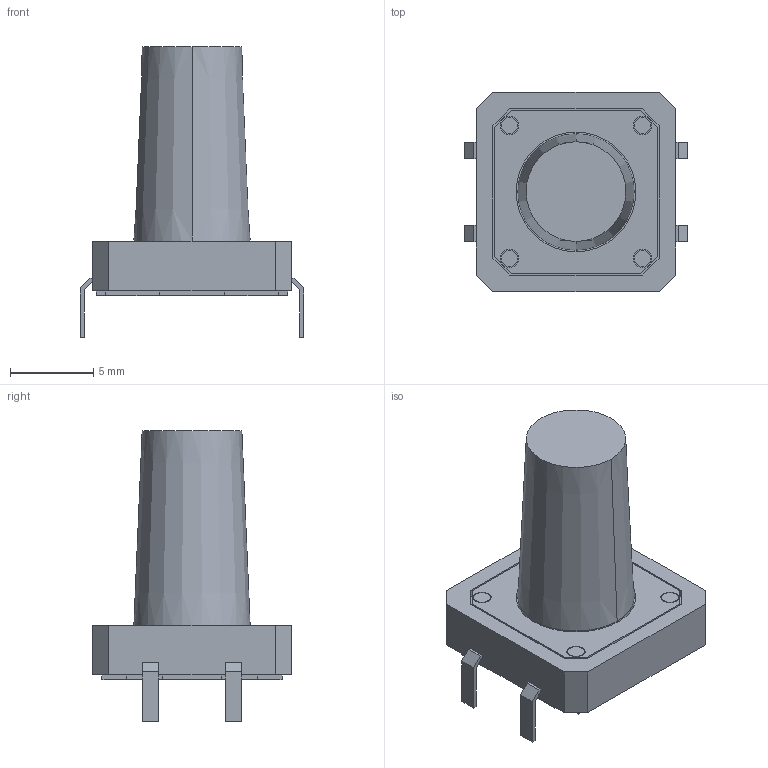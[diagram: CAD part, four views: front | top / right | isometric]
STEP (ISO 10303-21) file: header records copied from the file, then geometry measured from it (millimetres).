
FILE_DESCRIPTION(('FreeCAD Model'),'2;1');
FILE_NAME('User Library-SWT_12x12x15.step', '2016-12-27T11:21:09',('Author'),(''), 'Open CASCADE STEP processor 6.8','FreeCAD','Unknown');
FILE_SCHEMA(('AUTOMOTIVE_DESIGN_CC2 { 1 2 10303 214 -1 1 5 4 }'));
Length unit declared in the file: millimetre
Products named in the file (2): ASSEMBLY; User_Library-SWT_12x12x15
Assembly tree (1 placements, depth 2):
  ASSEMBLY
    User_Library-SWT_12x12x15
Bounding box: 13.45 x 12 x 17.5 mm (x, y, z)
Volume: 838.9 mm3; surface area: 782.6 mm2
Topology: 1 solids, 1 shells, 130 faces, 328 edges, 218 vertices
Faces by surface type: plane 108, cylinder 20, cone 2
Entity records: 11079 total; most frequent: CARTESIAN_POINT 3602, DIRECTION 1176, LINE 814, VECTOR 814, ORIENTED_EDGE 656, PCURVE 656, DEFINITIONAL_REPRESENTATION 656, EDGE_CURVE 328
